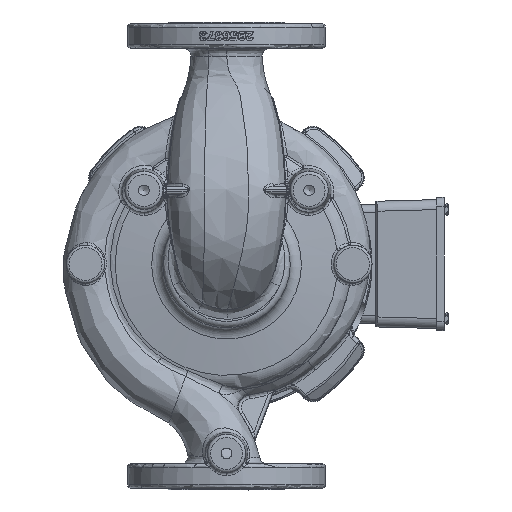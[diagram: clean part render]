
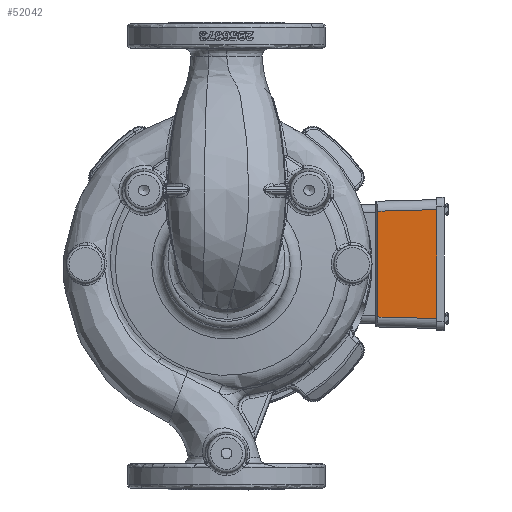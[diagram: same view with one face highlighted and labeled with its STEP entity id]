
A CAD part, front view. The second image highlights one B-rep face of the part: STEP entity #52042.
In plain terms, the highlighted planar face has unit normal (-0.026, -1, 0).
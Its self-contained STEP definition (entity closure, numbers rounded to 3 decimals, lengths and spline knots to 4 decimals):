
#886=PLANE('',#55858);
#4814=LINE('',#150548,#8372);
#4827=LINE('',#150588,#8385);
#4828=LINE('',#150591,#8386);
#4829=LINE('',#150592,#8387);
#8372=VECTOR('',#65037,39.3701);
#8385=VECTOR('',#65080,39.3701);
#8386=VECTOR('',#65083,39.3701);
#8387=VECTOR('',#65084,39.3701);
#11988=FACE_OUTER_BOUND('',#14838,.T.);
#14838=EDGE_LOOP('',(#41483,#41484,#41485,#41486));
#22953=VERTEX_POINT('',#150542);
#22955=VERTEX_POINT('',#150546);
#22967=VERTEX_POINT('',#150586);
#22968=VERTEX_POINT('',#150590);
#29821=EDGE_CURVE('',#22953,#22955,#4814,.T.);
#29841=EDGE_CURVE('',#22967,#22955,#4827,.T.);
#29842=EDGE_CURVE('',#22953,#22968,#4828,.T.);
#29843=EDGE_CURVE('',#22968,#22967,#4829,.T.);
#41483=ORIENTED_EDGE('',*,*,#29842,.F.);
#41484=ORIENTED_EDGE('',*,*,#29821,.T.);
#41485=ORIENTED_EDGE('',*,*,#29841,.F.);
#41486=ORIENTED_EDGE('',*,*,#29843,.F.);
#52042=ADVANCED_FACE('',(#11988),#886,.F.);
#55858=AXIS2_PLACEMENT_3D('',#150589,#65081,#65082);
#65037=DIRECTION('',(0.,0.,-1.));
#65080=DIRECTION('',(-0.999,0.026,0.026));
#65081=DIRECTION('center_axis',(0.026,1.,0.));
#65082=DIRECTION('ref_axis',(1.,-0.026,0.));
#65083=DIRECTION('',(0.999,-0.026,0.026));
#65084=DIRECTION('',(0.,0.,-1.));
#150542=CARTESIAN_POINT('',(4.6907,13.7483,1.6391));
#150546=CARTESIAN_POINT('',(4.6907,13.7483,-1.6391));
#150548=CARTESIAN_POINT('',(4.6907,13.7483,-2.));
#150586=CARTESIAN_POINT('',(6.5145,13.7006,-1.6868));
#150588=CARTESIAN_POINT('',(6.5145,13.7006,-1.6868));
#150589=CARTESIAN_POINT('Origin',(6.64,13.6973,-2.));
#150590=CARTESIAN_POINT('',(6.5145,13.7006,1.6868));
#150591=CARTESIAN_POINT('',(6.5631,13.6993,1.6881));
#150592=CARTESIAN_POINT('',(6.5145,13.7006,-2.));
